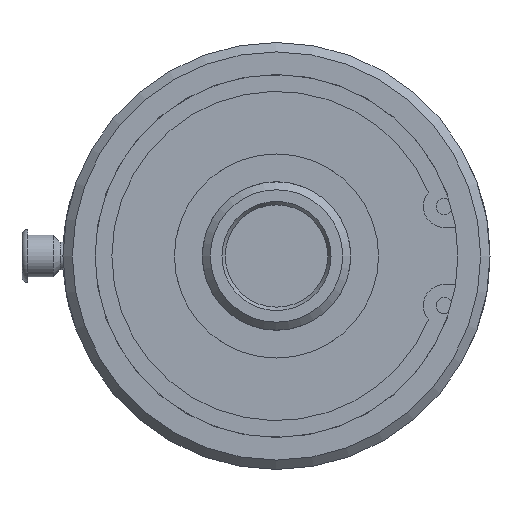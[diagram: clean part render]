
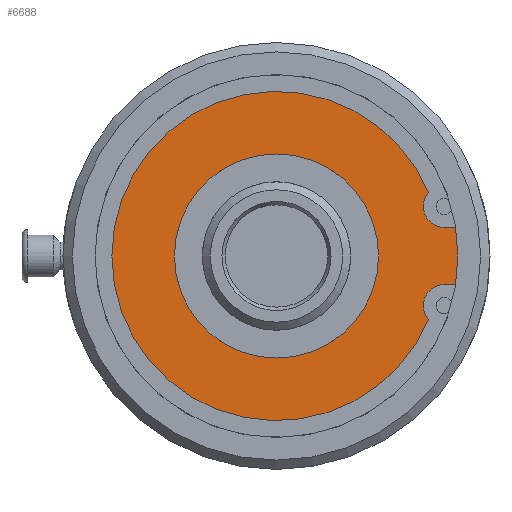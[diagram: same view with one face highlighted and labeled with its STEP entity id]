
A CAD part, left-side view. The second image highlights one B-rep face of the part: STEP entity #6688.
In plain terms, the highlighted planar face has unit normal (-1, 0, 0).
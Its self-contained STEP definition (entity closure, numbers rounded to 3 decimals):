
#116=FACE_BOUND('',#2240,.T.);
#776=LINE('',#59574,#1121);
#781=LINE('',#59586,#1126);
#1121=VECTOR('',#8132,10.);
#1126=VECTOR('',#8141,10.);
#1323=CIRCLE('',#7074,3.556);
#1325=CIRCLE('',#7077,28.142);
#1327=CIRCLE('',#7080,3.556);
#1334=CIRCLE('',#7092,33.45);
#1335=CIRCLE('',#7095,17.4);
#1336=CIRCLE('',#7096,17.4);
#1483=PLANE('',#7094);
#1821=FACE_OUTER_BOUND('',#2239,.T.);
#2239=EDGE_LOOP('',(#5976,#5977,#5978,#5979,#5980,#5981));
#2240=EDGE_LOOP('',(#5982,#5983));
#3209=VERTEX_POINT('',#59571);
#3210=VERTEX_POINT('',#59573);
#3214=VERTEX_POINT('',#59583);
#3215=VERTEX_POINT('',#59585);
#3216=VERTEX_POINT('',#59589);
#3218=VERTEX_POINT('',#59595);
#3221=VERTEX_POINT('',#59617);
#3222=VERTEX_POINT('',#59618);
#4142=EDGE_CURVE('',#3210,#3209,#776,.T.);
#4148=EDGE_CURVE('',#3215,#3214,#781,.T.);
#4150=EDGE_CURVE('',#3214,#3216,#1323,.T.);
#4153=EDGE_CURVE('',#3216,#3218,#1325,.T.);
#4156=EDGE_CURVE('',#3218,#3210,#1327,.T.);
#4163=EDGE_CURVE('',#3215,#3209,#1334,.T.);
#4164=EDGE_CURVE('',#3221,#3222,#1335,.T.);
#4165=EDGE_CURVE('',#3222,#3221,#1336,.T.);
#5976=ORIENTED_EDGE('',*,*,#4148,.T.);
#5977=ORIENTED_EDGE('',*,*,#4150,.T.);
#5978=ORIENTED_EDGE('',*,*,#4153,.T.);
#5979=ORIENTED_EDGE('',*,*,#4156,.T.);
#5980=ORIENTED_EDGE('',*,*,#4142,.T.);
#5981=ORIENTED_EDGE('',*,*,#4163,.F.);
#5982=ORIENTED_EDGE('',*,*,#4164,.T.);
#5983=ORIENTED_EDGE('',*,*,#4165,.T.);
#6688=ADVANCED_FACE('',(#1821,#116),#1483,.T.);
#7074=AXIS2_PLACEMENT_3D('',#59590,#8145,#8146);
#7077=AXIS2_PLACEMENT_3D('',#59596,#8152,#8153);
#7080=AXIS2_PLACEMENT_3D('',#59601,#8159,#8160);
#7092=AXIS2_PLACEMENT_3D('',#59614,#8183,#8184);
#7094=AXIS2_PLACEMENT_3D('',#59616,#8187,#8188);
#7095=AXIS2_PLACEMENT_3D('',#59619,#8189,#8190);
#7096=AXIS2_PLACEMENT_3D('',#59620,#8191,#8192);
#8132=DIRECTION('',(0.,-1.,0.));
#8141=DIRECTION('',(0.,1.,0.));
#8145=DIRECTION('center_axis',(1.,0.,0.));
#8146=DIRECTION('ref_axis',(0.,0.754,0.657));
#8152=DIRECTION('center_axis',(-1.,0.,0.));
#8153=DIRECTION('ref_axis',(0.,0.924,-0.384));
#8159=DIRECTION('center_axis',(1.,0.,0.));
#8160=DIRECTION('ref_axis',(0.,0.,1.));
#8183=DIRECTION('center_axis',(1.,0.,0.));
#8184=DIRECTION('ref_axis',(0.,1.,0.));
#8187=DIRECTION('center_axis',(-1.,0.,0.));
#8188=DIRECTION('ref_axis',(0.,0.,1.));
#8189=DIRECTION('center_axis',(1.,0.,0.));
#8190=DIRECTION('ref_axis',(0.,1.,0.));
#8191=DIRECTION('center_axis',(1.,0.,0.));
#8192=DIRECTION('ref_axis',(0.,1.,0.));
#59571=CARTESIAN_POINT('',(4.675,-33.089,-4.902));
#59573=CARTESIAN_POINT('',(4.675,-28.672,-4.902));
#59574=CARTESIAN_POINT('',(4.675,-4.451,-4.902));
#59583=CARTESIAN_POINT('',(4.675,-28.672,4.902));
#59585=CARTESIAN_POINT('',(4.675,-33.089,4.902));
#59586=CARTESIAN_POINT('',(4.675,-2.242,4.902));
#59589=CARTESIAN_POINT('',(4.675,-25.99,10.793));
#59590=CARTESIAN_POINT('Origin',(4.675,-28.672,8.458));
#59595=CARTESIAN_POINT('',(4.675,-25.99,-10.793));
#59596=CARTESIAN_POINT('Origin',(4.675,0.,0.));
#59601=CARTESIAN_POINT('Origin',(4.675,-28.672,-8.458));
#59614=CARTESIAN_POINT('Origin',(4.675,0.,0.));
#59616=CARTESIAN_POINT('Origin',(4.675,24.188,0.));
#59617=CARTESIAN_POINT('',(4.675,17.4,0.));
#59618=CARTESIAN_POINT('',(4.675,-17.4,0.));
#59619=CARTESIAN_POINT('Origin',(4.675,0.,0.));
#59620=CARTESIAN_POINT('Origin',(4.675,0.,0.));
